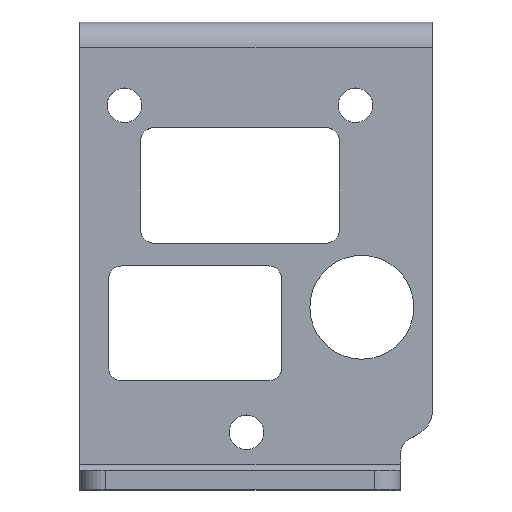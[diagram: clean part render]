
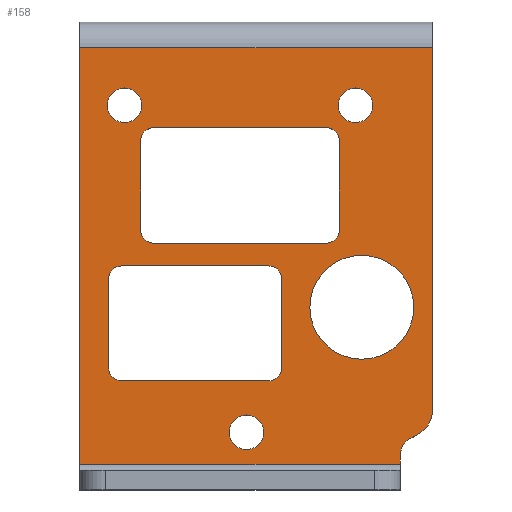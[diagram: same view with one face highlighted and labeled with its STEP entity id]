
A CAD part, top view. The second image highlights one B-rep face of the part: STEP entity #158.
In plain terms, the highlighted planar face has unit normal (0, 0, 1).
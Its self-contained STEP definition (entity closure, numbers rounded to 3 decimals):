
#158=ADVANCED_FACE('',(#257,#258,#259,#260,#261,#262,#263),#220,.T.);
#220=PLANE('',#1456);
#257=FACE_BOUND('',#301,.T.);
#258=FACE_BOUND('',#302,.T.);
#259=FACE_BOUND('',#303,.T.);
#260=FACE_BOUND('',#304,.T.);
#261=FACE_BOUND('',#305,.T.);
#262=FACE_BOUND('',#306,.T.);
#263=FACE_BOUND('',#307,.T.);
#301=EDGE_LOOP('',(#564,#565,#566,#567,#568,#569,#570,#571));
#302=EDGE_LOOP('',(#572,#573));
#303=EDGE_LOOP('',(#574,#575));
#304=EDGE_LOOP('',(#576,#577));
#305=EDGE_LOOP('',(#578,#579));
#306=EDGE_LOOP('',(#580,#581,#582,#583,#584,#585,#586,#587));
#307=EDGE_LOOP('',(#588,#589,#590,#591,#592,#593,#594,#595));
#402=CIRCLE('',#1437,4.05);
#403=CIRCLE('',#1439,1.5);
#404=CIRCLE('',#1440,2.);
#405=CIRCLE('',#1441,4.05);
#406=CIRCLE('',#1442,1.35);
#407=CIRCLE('',#1443,1.35);
#408=CIRCLE('',#1444,1.35);
#409=CIRCLE('',#1445,1.35);
#410=CIRCLE('',#1446,1.35);
#411=CIRCLE('',#1447,1.35);
#412=CIRCLE('',#1448,1.);
#413=CIRCLE('',#1449,1.);
#414=CIRCLE('',#1450,1.);
#415=CIRCLE('',#1451,1.);
#416=CIRCLE('',#1452,1.);
#417=CIRCLE('',#1453,1.);
#418=CIRCLE('',#1454,1.);
#419=CIRCLE('',#1455,1.);
#564=ORIENTED_EDGE('',*,*,#1034,.T.);
#565=ORIENTED_EDGE('',*,*,#990,.T.);
#566=ORIENTED_EDGE('',*,*,#1035,.F.);
#567=ORIENTED_EDGE('',*,*,#1036,.F.);
#568=ORIENTED_EDGE('',*,*,#1037,.T.);
#569=ORIENTED_EDGE('',*,*,#1038,.T.);
#570=ORIENTED_EDGE('',*,*,#1039,.F.);
#571=ORIENTED_EDGE('',*,*,#1040,.T.);
#572=ORIENTED_EDGE('',*,*,#1041,.T.);
#573=ORIENTED_EDGE('',*,*,#1033,.T.);
#574=ORIENTED_EDGE('',*,*,#1042,.T.);
#575=ORIENTED_EDGE('',*,*,#1043,.T.);
#576=ORIENTED_EDGE('',*,*,#1044,.T.);
#577=ORIENTED_EDGE('',*,*,#1045,.T.);
#578=ORIENTED_EDGE('',*,*,#1046,.T.);
#579=ORIENTED_EDGE('',*,*,#1047,.T.);
#580=ORIENTED_EDGE('',*,*,#1048,.T.);
#581=ORIENTED_EDGE('',*,*,#1049,.F.);
#582=ORIENTED_EDGE('',*,*,#1050,.T.);
#583=ORIENTED_EDGE('',*,*,#1051,.F.);
#584=ORIENTED_EDGE('',*,*,#1052,.T.);
#585=ORIENTED_EDGE('',*,*,#1053,.F.);
#586=ORIENTED_EDGE('',*,*,#1054,.T.);
#587=ORIENTED_EDGE('',*,*,#1055,.F.);
#588=ORIENTED_EDGE('',*,*,#1056,.T.);
#589=ORIENTED_EDGE('',*,*,#1057,.T.);
#590=ORIENTED_EDGE('',*,*,#1058,.T.);
#591=ORIENTED_EDGE('',*,*,#1059,.T.);
#592=ORIENTED_EDGE('',*,*,#1060,.T.);
#593=ORIENTED_EDGE('',*,*,#1061,.F.);
#594=ORIENTED_EDGE('',*,*,#1062,.T.);
#595=ORIENTED_EDGE('',*,*,#1063,.F.);
#857=VERTEX_POINT('',#2018);
#858=VERTEX_POINT('',#2022);
#890=VERTEX_POINT('',#2104);
#891=VERTEX_POINT('',#2106);
#892=VERTEX_POINT('',#2110);
#893=VERTEX_POINT('',#2112);
#894=VERTEX_POINT('',#2114);
#895=VERTEX_POINT('',#2116);
#896=VERTEX_POINT('',#2118);
#897=VERTEX_POINT('',#2120);
#898=VERTEX_POINT('',#2124);
#899=VERTEX_POINT('',#2125);
#900=VERTEX_POINT('',#2128);
#901=VERTEX_POINT('',#2129);
#902=VERTEX_POINT('',#2132);
#903=VERTEX_POINT('',#2133);
#904=VERTEX_POINT('',#2136);
#905=VERTEX_POINT('',#2137);
#906=VERTEX_POINT('',#2139);
#907=VERTEX_POINT('',#2141);
#908=VERTEX_POINT('',#2143);
#909=VERTEX_POINT('',#2145);
#910=VERTEX_POINT('',#2147);
#911=VERTEX_POINT('',#2149);
#912=VERTEX_POINT('',#2152);
#913=VERTEX_POINT('',#2153);
#914=VERTEX_POINT('',#2155);
#915=VERTEX_POINT('',#2157);
#916=VERTEX_POINT('',#2159);
#917=VERTEX_POINT('',#2161);
#918=VERTEX_POINT('',#2163);
#919=VERTEX_POINT('',#2165);
#990=EDGE_CURVE('',#858,#857,#1168,.T.);
#1033=EDGE_CURVE('',#890,#891,#402,.T.);
#1034=EDGE_CURVE('',#892,#858,#1191,.T.);
#1035=EDGE_CURVE('',#893,#857,#1192,.T.);
#1036=EDGE_CURVE('',#894,#893,#1193,.T.);
#1037=EDGE_CURVE('',#894,#895,#1194,.T.);
#1038=EDGE_CURVE('',#895,#896,#403,.T.);
#1039=EDGE_CURVE('',#897,#896,#1195,.T.);
#1040=EDGE_CURVE('',#897,#892,#404,.T.);
#1041=EDGE_CURVE('',#891,#890,#405,.T.);
#1042=EDGE_CURVE('',#898,#899,#406,.T.);
#1043=EDGE_CURVE('',#899,#898,#407,.T.);
#1044=EDGE_CURVE('',#900,#901,#408,.T.);
#1045=EDGE_CURVE('',#901,#900,#409,.T.);
#1046=EDGE_CURVE('',#902,#903,#410,.T.);
#1047=EDGE_CURVE('',#903,#902,#411,.T.);
#1048=EDGE_CURVE('',#904,#905,#412,.T.);
#1049=EDGE_CURVE('',#906,#905,#1196,.T.);
#1050=EDGE_CURVE('',#906,#907,#413,.T.);
#1051=EDGE_CURVE('',#908,#907,#1197,.T.);
#1052=EDGE_CURVE('',#908,#909,#414,.T.);
#1053=EDGE_CURVE('',#910,#909,#1198,.T.);
#1054=EDGE_CURVE('',#910,#911,#415,.T.);
#1055=EDGE_CURVE('',#904,#911,#1199,.T.);
#1056=EDGE_CURVE('',#912,#913,#416,.T.);
#1057=EDGE_CURVE('',#913,#914,#1200,.T.);
#1058=EDGE_CURVE('',#914,#915,#417,.T.);
#1059=EDGE_CURVE('',#915,#916,#1201,.T.);
#1060=EDGE_CURVE('',#916,#917,#418,.T.);
#1061=EDGE_CURVE('',#918,#917,#1202,.T.);
#1062=EDGE_CURVE('',#918,#919,#419,.T.);
#1063=EDGE_CURVE('',#912,#919,#1203,.T.);
#1168=LINE('',#2021,#1284);
#1191=LINE('',#2109,#1307);
#1192=LINE('',#2111,#1308);
#1193=LINE('',#2113,#1309);
#1194=LINE('',#2115,#1310);
#1195=LINE('',#2119,#1311);
#1196=LINE('',#2138,#1312);
#1197=LINE('',#2142,#1313);
#1198=LINE('',#2146,#1314);
#1199=LINE('',#2150,#1315);
#1200=LINE('',#2154,#1316);
#1201=LINE('',#2158,#1317);
#1202=LINE('',#2162,#1318);
#1203=LINE('',#2166,#1319);
#1284=VECTOR('',#1603,1.);
#1307=VECTOR('',#1688,1.);
#1308=VECTOR('',#1689,1.);
#1309=VECTOR('',#1690,1.);
#1310=VECTOR('',#1691,1.);
#1311=VECTOR('',#1694,1.);
#1312=VECTOR('',#1713,1.);
#1313=VECTOR('',#1716,1.);
#1314=VECTOR('',#1719,1.);
#1315=VECTOR('',#1722,1.);
#1316=VECTOR('',#1725,1.);
#1317=VECTOR('',#1728,1.);
#1318=VECTOR('',#1731,1.);
#1319=VECTOR('',#1734,1.);
#1437=AXIS2_PLACEMENT_3D('',#2107,#1684,#1685);
#1439=AXIS2_PLACEMENT_3D('',#2117,#1692,#1693);
#1440=AXIS2_PLACEMENT_3D('',#2121,#1695,#1696);
#1441=AXIS2_PLACEMENT_3D('',#2122,#1697,#1698);
#1442=AXIS2_PLACEMENT_3D('',#2123,#1699,#1700);
#1443=AXIS2_PLACEMENT_3D('',#2126,#1701,#1702);
#1444=AXIS2_PLACEMENT_3D('',#2127,#1703,#1704);
#1445=AXIS2_PLACEMENT_3D('',#2130,#1705,#1706);
#1446=AXIS2_PLACEMENT_3D('',#2131,#1707,#1708);
#1447=AXIS2_PLACEMENT_3D('',#2134,#1709,#1710);
#1448=AXIS2_PLACEMENT_3D('',#2135,#1711,#1712);
#1449=AXIS2_PLACEMENT_3D('',#2140,#1714,#1715);
#1450=AXIS2_PLACEMENT_3D('',#2144,#1717,#1718);
#1451=AXIS2_PLACEMENT_3D('',#2148,#1720,#1721);
#1452=AXIS2_PLACEMENT_3D('',#2151,#1723,#1724);
#1453=AXIS2_PLACEMENT_3D('',#2156,#1726,#1727);
#1454=AXIS2_PLACEMENT_3D('',#2160,#1729,#1730);
#1455=AXIS2_PLACEMENT_3D('',#2164,#1732,#1733);
#1456=AXIS2_PLACEMENT_3D('',#2167,#1735,#1736);
#1603=DIRECTION('',(-1.,0.,0.));
#1684=DIRECTION('',(0.,0.,-1.));
#1685=DIRECTION('',(1.,0.,0.));
#1688=DIRECTION('',(0.,1.,0.));
#1689=DIRECTION('',(0.,1.,0.));
#1690=DIRECTION('',(-1.,0.,0.));
#1691=DIRECTION('',(0.,1.,0.));
#1692=DIRECTION('',(0.,0.,-1.));
#1693=DIRECTION('',(-1.,0.,0.));
#1694=DIRECTION('',(-0.866,-0.5,0.));
#1695=DIRECTION('',(0.,0.,1.));
#1696=DIRECTION('',(0.5,-0.866,0.));
#1697=DIRECTION('',(0.,0.,-1.));
#1698=DIRECTION('',(-1.,0.,0.));
#1699=DIRECTION('',(0.,0.,-1.));
#1700=DIRECTION('',(-1.,0.,0.));
#1701=DIRECTION('',(0.,0.,-1.));
#1702=DIRECTION('',(1.,0.,0.));
#1703=DIRECTION('',(0.,0.,-1.));
#1704=DIRECTION('',(-1.,0.,0.));
#1705=DIRECTION('',(0.,0.,-1.));
#1706=DIRECTION('',(1.,0.,0.));
#1707=DIRECTION('',(0.,0.,-1.));
#1708=DIRECTION('',(-1.,0.,0.));
#1709=DIRECTION('',(0.,0.,-1.));
#1710=DIRECTION('',(1.,0.,0.));
#1711=DIRECTION('',(0.,0.,-1.));
#1712=DIRECTION('',(1.,0.,0.));
#1713=DIRECTION('',(1.,0.,0.));
#1714=DIRECTION('',(0.,0.,-1.));
#1715=DIRECTION('',(0.,-1.,0.));
#1716=DIRECTION('',(0.,-1.,0.));
#1717=DIRECTION('',(0.,0.,-1.));
#1718=DIRECTION('',(-1.,0.,0.));
#1719=DIRECTION('',(-1.,0.,0.));
#1720=DIRECTION('',(0.,0.,-1.));
#1721=DIRECTION('',(0.,1.,0.));
#1722=DIRECTION('',(0.,1.,0.));
#1723=DIRECTION('',(0.,0.,-1.));
#1724=DIRECTION('',(1.,0.,0.));
#1725=DIRECTION('',(-1.,0.,0.));
#1726=DIRECTION('',(0.,0.,-1.));
#1727=DIRECTION('',(0.,-1.,0.));
#1728=DIRECTION('',(0.,1.,0.));
#1729=DIRECTION('',(0.,0.,-1.));
#1730=DIRECTION('',(-1.,0.,0.));
#1731=DIRECTION('',(-1.,0.,0.));
#1732=DIRECTION('',(0.,0.,-1.));
#1733=DIRECTION('',(0.,1.,0.));
#1734=DIRECTION('',(0.,1.,0.));
#1735=DIRECTION('',(0.,0.,1.));
#1736=DIRECTION('',(0.,-1.,0.));
#2018=CARTESIAN_POINT('',(-50.,18.,-53.1));
#2021=CARTESIAN_POINT('',(-22.5,18.,-53.1));
#2022=CARTESIAN_POINT('',(-22.5,18.,-53.1));
#2104=CARTESIAN_POINT('',(-23.95,-2.25,-53.1));
#2106=CARTESIAN_POINT('',(-32.05,-2.25,-53.1));
#2107=CARTESIAN_POINT('',(-28.,-2.25,-53.1));
#2109=CARTESIAN_POINT('',(-22.5,-10.345,-53.1));
#2110=CARTESIAN_POINT('',(-22.5,-10.345,-53.1));
#2111=CARTESIAN_POINT('',(-50.,-14.5,-53.1));
#2112=CARTESIAN_POINT('',(-50.,-14.5,-53.1));
#2113=CARTESIAN_POINT('',(-25.,-14.5,-53.1));
#2114=CARTESIAN_POINT('',(-25.,-14.5,-53.1));
#2115=CARTESIAN_POINT('',(-25.,-14.5,-53.1));
#2116=CARTESIAN_POINT('',(-25.,-13.809,-53.1));
#2117=CARTESIAN_POINT('',(-23.5,-13.809,-53.1));
#2118=CARTESIAN_POINT('',(-24.25,-12.51,-53.1));
#2119=CARTESIAN_POINT('',(-23.5,-12.077,-53.1));
#2120=CARTESIAN_POINT('',(-23.5,-12.077,-53.1));
#2121=CARTESIAN_POINT('',(-24.5,-10.345,-53.1));
#2122=CARTESIAN_POINT('',(-28.,-2.25,-53.1));
#2123=CARTESIAN_POINT('',(-37.,-12.,-53.1));
#2124=CARTESIAN_POINT('',(-38.35,-12.,-53.1));
#2125=CARTESIAN_POINT('',(-35.65,-12.,-53.1));
#2126=CARTESIAN_POINT('',(-37.,-12.,-53.1));
#2127=CARTESIAN_POINT('',(-46.5,13.5,-53.1));
#2128=CARTESIAN_POINT('',(-47.85,13.5,-53.1));
#2129=CARTESIAN_POINT('',(-45.15,13.5,-53.1));
#2130=CARTESIAN_POINT('',(-46.5,13.5,-53.1));
#2131=CARTESIAN_POINT('',(-28.5,13.5,-53.1));
#2132=CARTESIAN_POINT('',(-29.85,13.5,-53.1));
#2133=CARTESIAN_POINT('',(-27.15,13.5,-53.1));
#2134=CARTESIAN_POINT('',(-28.5,13.5,-53.1));
#2135=CARTESIAN_POINT('',(-30.75,3.75,-53.1));
#2136=CARTESIAN_POINT('',(-29.75,3.75,-53.1));
#2137=CARTESIAN_POINT('',(-30.75,2.75,-53.1));
#2138=CARTESIAN_POINT('',(-44.25,2.75,-53.1));
#2139=CARTESIAN_POINT('',(-44.25,2.75,-53.1));
#2140=CARTESIAN_POINT('',(-44.25,3.75,-53.1));
#2141=CARTESIAN_POINT('',(-45.25,3.75,-53.1));
#2142=CARTESIAN_POINT('',(-45.25,10.75,-53.1));
#2143=CARTESIAN_POINT('',(-45.25,10.75,-53.1));
#2144=CARTESIAN_POINT('',(-44.25,10.75,-53.1));
#2145=CARTESIAN_POINT('',(-44.25,11.75,-53.1));
#2146=CARTESIAN_POINT('',(-30.75,11.75,-53.1));
#2147=CARTESIAN_POINT('',(-30.75,11.75,-53.1));
#2148=CARTESIAN_POINT('',(-30.75,10.75,-53.1));
#2149=CARTESIAN_POINT('',(-29.75,10.75,-53.1));
#2150=CARTESIAN_POINT('',(-29.75,3.75,-53.1));
#2151=CARTESIAN_POINT('',(-35.25,-6.975,-53.1));
#2152=CARTESIAN_POINT('',(-34.25,-6.975,-53.1));
#2153=CARTESIAN_POINT('',(-35.25,-7.975,-53.1));
#2154=CARTESIAN_POINT('',(-35.25,-7.975,-53.1));
#2155=CARTESIAN_POINT('',(-46.75,-7.975,-53.1));
#2156=CARTESIAN_POINT('',(-46.75,-6.975,-53.1));
#2157=CARTESIAN_POINT('',(-47.75,-6.975,-53.1));
#2158=CARTESIAN_POINT('',(-47.75,-6.975,-53.1));
#2159=CARTESIAN_POINT('',(-47.75,-0.025,-53.1));
#2160=CARTESIAN_POINT('',(-46.75,-0.025,-53.1));
#2161=CARTESIAN_POINT('',(-46.75,0.975,-53.1));
#2162=CARTESIAN_POINT('',(-35.25,0.975,-53.1));
#2163=CARTESIAN_POINT('',(-35.25,0.975,-53.1));
#2164=CARTESIAN_POINT('',(-35.25,-0.025,-53.1));
#2165=CARTESIAN_POINT('',(-34.25,-0.025,-53.1));
#2166=CARTESIAN_POINT('',(-34.25,-6.975,-53.1));
#2167=CARTESIAN_POINT('',(-22.5,-14.5,-53.1));
